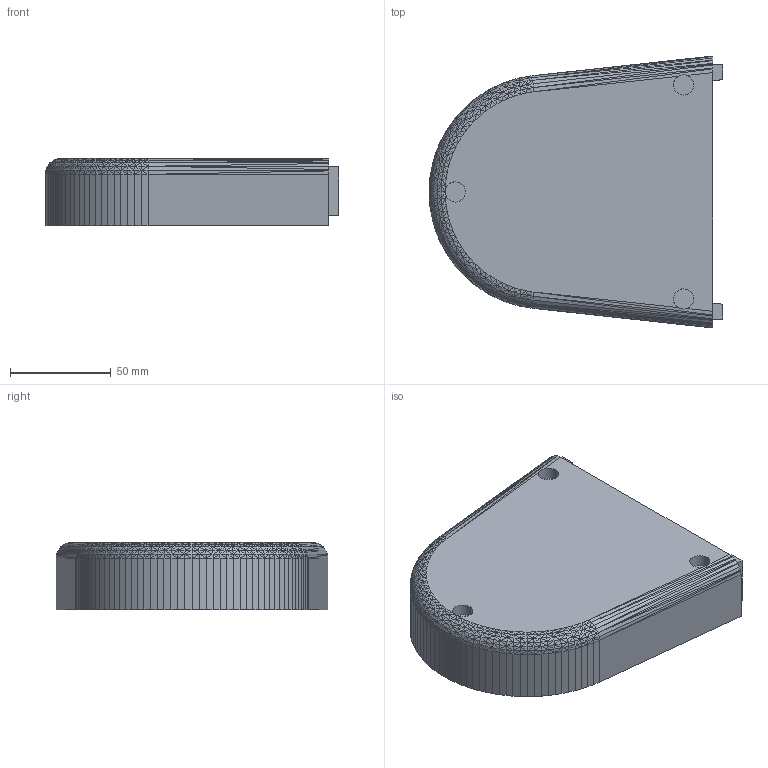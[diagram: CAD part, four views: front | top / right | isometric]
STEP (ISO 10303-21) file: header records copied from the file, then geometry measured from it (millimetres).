
FILE_DESCRIPTION(('FreeCAD Model'),'2;1');
FILE_NAME('bodyB3.step', '2016-02-24T12:42:31',('Author'),(''), 'Open CASCADE STEP processor 6.8','FreeCAD','Unknown');
FILE_SCHEMA(('AUTOMOTIVE_DESIGN_CC2 { 1 2 10303 214 -1 1 5 4 }'));
Length unit declared in the file: millimetre
Products named in the file (1): tapaA
Bounding box: 145.5 x 134.62 x 33.5 mm (x, y, z)
Volume: 159498.6 mm3; surface area: 55338.2 mm2
Topology: 1 solids, 1 shells, 770 faces, 1408 edges, 640 vertices
Faces by surface type: plane 752, cylinder 16, cone 2
Full cylindrical faces by diameter (mm): 4.5 x3, 10 x3
Entity records: 34552 total; most frequent: CARTESIAN_POINT 7154, DIRECTION 4519, ORIENTED_EDGE 2816, PCURVE 2816, DEFINITIONAL_REPRESENTATION 2816, LINE 2791, VECTOR 2791, EDGE_CURVE 1408
